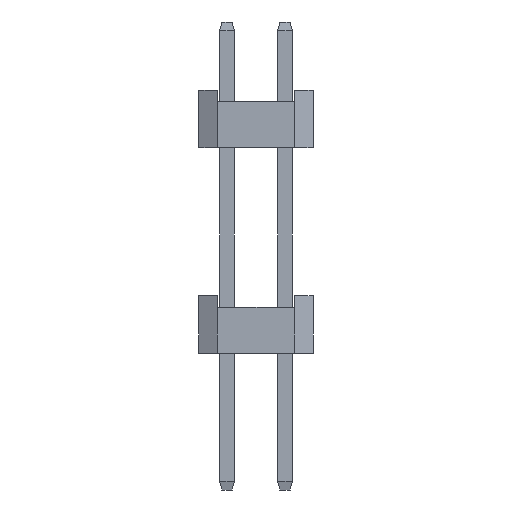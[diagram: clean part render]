
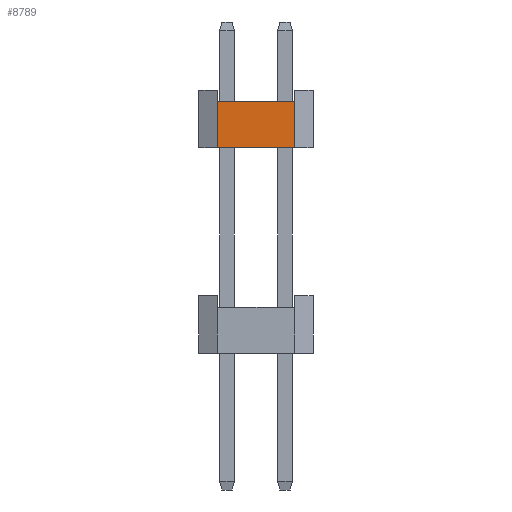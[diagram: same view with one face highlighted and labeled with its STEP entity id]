
A CAD part, left-side view. The second image highlights one B-rep face of the part: STEP entity #8789.
In plain terms, the highlighted planar face has unit normal (-1, 0, 0).
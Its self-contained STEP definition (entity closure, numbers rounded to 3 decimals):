
#225 = LINE ( 'NONE', #7634, #8688 ) ;
#766 = EDGE_CURVE ( 'NONE', #3146, #1171, #6924, .T. ) ;
#825 = CARTESIAN_POINT ( 'NONE',  ( -12.7, -2.5, 11.5 ) ) ;
#917 = ORIENTED_EDGE ( 'NONE', *, *, #5467, .T. ) ;
#1020 = VERTEX_POINT ( 'NONE', #3261 ) ;
#1171 = VERTEX_POINT ( 'NONE', #15042 ) ;
#1216 = DIRECTION ( 'NONE',  ( 0., -1., 0. ) ) ;
#1695 = VECTOR ( 'NONE', #4795, 1000. ) ;
#1858 = CARTESIAN_POINT ( 'NONE',  ( -12.7, 1.7, 11.5 ) ) ;
#1922 = DIRECTION ( 'NONE',  ( 0., 0., -1. ) ) ;
#1952 = EDGE_CURVE ( 'NONE', #8791, #1020, #4797, .T. ) ;
#2954 = CARTESIAN_POINT ( 'NONE',  ( -12.7, -1.675, 11.5 ) ) ;
#3125 = CARTESIAN_POINT ( 'NONE',  ( -12.7, -2.5, 11.5 ) ) ;
#3146 = VERTEX_POINT ( 'NONE', #3355 ) ;
#3261 = CARTESIAN_POINT ( 'NONE',  ( -12.7, 1.675, 11.5 ) ) ;
#3355 = CARTESIAN_POINT ( 'NONE',  ( -12.7, -1.7, 11.5 ) ) ;
#3428 = VECTOR ( 'NONE', #1216, 1000. ) ;
#3640 = ORIENTED_EDGE ( 'NONE', *, *, #12200, .T. ) ;
#3673 = AXIS2_PLACEMENT_3D ( 'NONE', #825, #13481, #16247 ) ;
#3767 = CARTESIAN_POINT ( 'NONE',  ( -12.7, 1.7, 9. ) ) ;
#3970 = LINE ( 'NONE', #2954, #6102 ) ;
#4181 = CARTESIAN_POINT ( 'NONE',  ( -12.7, 1.675, 11. ) ) ;
#4356 = LINE ( 'NONE', #11004, #9770 ) ;
#4472 = ORIENTED_EDGE ( 'NONE', *, *, #9405, .T. ) ;
#4795 = DIRECTION ( 'NONE',  ( 0., 0., 1. ) ) ;
#4797 = LINE ( 'NONE', #3125, #13344 ) ;
#4953 = LINE ( 'NONE', #15144, #1695 ) ;
#5316 = DIRECTION ( 'NONE',  ( 0., 0., -1. ) ) ;
#5467 = EDGE_CURVE ( 'NONE', #6070, #1020, #4953, .T. ) ;
#5881 = EDGE_CURVE ( 'NONE', #13664, #6070, #225, .T. ) ;
#5974 = ORIENTED_EDGE ( 'NONE', *, *, #14530, .F. ) ;
#6070 = VERTEX_POINT ( 'NONE', #4181 ) ;
#6102 = VECTOR ( 'NONE', #5316, 1000. ) ;
#6619 = DIRECTION ( 'NONE',  ( 0., 1., 0. ) ) ;
#6905 = CARTESIAN_POINT ( 'NONE',  ( -12.7, 1.7, 19. ) ) ;
#6924 = LINE ( 'NONE', #10635, #15063 ) ;
#6998 = ORIENTED_EDGE ( 'NONE', *, *, #5881, .T. ) ;
#7077 = PLANE ( 'NONE',  #3673 ) ;
#7492 = EDGE_LOOP ( 'NONE', ( #6998, #917, #8505, #3640, #4472, #12652, #5974, #8043 ) ) ;
#7634 = CARTESIAN_POINT ( 'NONE',  ( -12.7, -2.5, 11. ) ) ;
#8043 = ORIENTED_EDGE ( 'NONE', *, *, #10874, .T. ) ;
#8505 = ORIENTED_EDGE ( 'NONE', *, *, #1952, .F. ) ;
#8688 = VECTOR ( 'NONE', #6619, 1000. ) ;
#8789 = ADVANCED_FACE ( 'NONE', ( #9608 ), #7077, .F. ) ;
#8791 = VERTEX_POINT ( 'NONE', #1858 ) ;
#9405 = EDGE_CURVE ( 'NONE', #12005, #1171, #12675, .T. ) ;
#9608 = FACE_OUTER_BOUND ( 'NONE', #7492, .T. ) ;
#9770 = VECTOR ( 'NONE', #16138, 1000. ) ;
#9909 = CARTESIAN_POINT ( 'NONE',  ( -12.7, -2.5, 9. ) ) ;
#10275 = CARTESIAN_POINT ( 'NONE',  ( -12.7, -1.675, 11.5 ) ) ;
#10635 = CARTESIAN_POINT ( 'NONE',  ( -12.7, -1.7, 19. ) ) ;
#10874 = EDGE_CURVE ( 'NONE', #13174, #13664, #3970, .T. ) ;
#10880 = DIRECTION ( 'NONE',  ( 0., -1., 0. ) ) ;
#10945 = LINE ( 'NONE', #6905, #12427 ) ;
#11004 = CARTESIAN_POINT ( 'NONE',  ( -12.7, -2.5, 11.5 ) ) ;
#12005 = VERTEX_POINT ( 'NONE', #3767 ) ;
#12200 = EDGE_CURVE ( 'NONE', #8791, #12005, #10945, .T. ) ;
#12427 = VECTOR ( 'NONE', #1922, 1000. ) ;
#12652 = ORIENTED_EDGE ( 'NONE', *, *, #766, .F. ) ;
#12675 = LINE ( 'NONE', #9909, #3428 ) ;
#13174 = VERTEX_POINT ( 'NONE', #10275 ) ;
#13344 = VECTOR ( 'NONE', #10880, 1000. ) ;
#13481 = DIRECTION ( 'NONE',  ( 1., 0., 0. ) ) ;
#13664 = VERTEX_POINT ( 'NONE', #16658 ) ;
#14419 = DIRECTION ( 'NONE',  ( 0., 0., -1. ) ) ;
#14530 = EDGE_CURVE ( 'NONE', #13174, #3146, #4356, .T. ) ;
#15042 = CARTESIAN_POINT ( 'NONE',  ( -12.7, -1.7, 9. ) ) ;
#15063 = VECTOR ( 'NONE', #14419, 1000. ) ;
#15144 = CARTESIAN_POINT ( 'NONE',  ( -12.7, 1.675, 11.5 ) ) ;
#16138 = DIRECTION ( 'NONE',  ( 0., -1., 0. ) ) ;
#16247 = DIRECTION ( 'NONE',  ( 0., 0., -1. ) ) ;
#16658 = CARTESIAN_POINT ( 'NONE',  ( -12.7, -1.675, 11. ) ) ;
